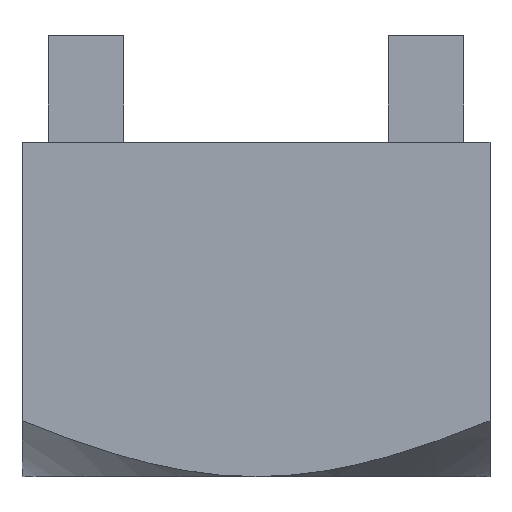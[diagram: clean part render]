
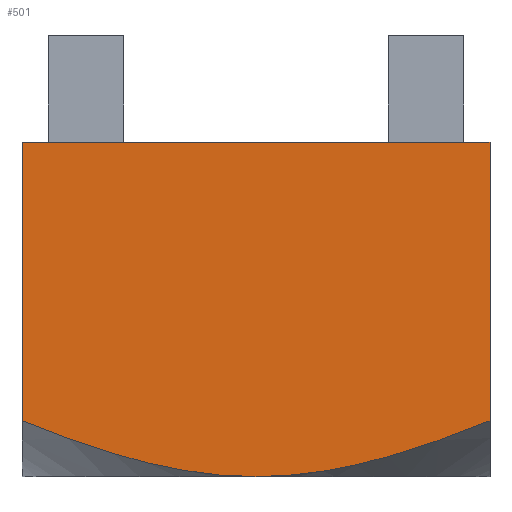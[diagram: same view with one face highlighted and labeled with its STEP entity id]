
A CAD part, front view. The second image highlights one B-rep face of the part: STEP entity #501.
In plain terms, the highlighted planar face has unit normal (0, -1, 0).
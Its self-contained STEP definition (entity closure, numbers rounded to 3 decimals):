
#164 = CARTESIAN_POINT ( 'NONE',  ( 0., -3.5, 0. ) ) ;
#170 = CARTESIAN_POINT ( 'NONE',  ( -3.5, -3.5, 5. ) ) ;
#178 = CARTESIAN_POINT ( 'NONE',  ( 3.5, -3.5, 5. ) ) ;
#179 = CARTESIAN_POINT ( 'NONE',  ( -3.5, -3.5, 0.837 ) ) ;
#181 = CARTESIAN_POINT ( 'NONE',  ( 3.5, -3.5, 0.837 ) ) ;
#285 = CARTESIAN_POINT ( 'NONE',  ( -3.5, -3.5, 0.837 ) ) ;
#286 = CARTESIAN_POINT ( 'NONE',  ( -2.941, -3.5, 0.609 ) ) ;
#287 = CARTESIAN_POINT ( 'NONE',  ( -2.37, -3.5, 0.401 ) ) ;
#288 = CARTESIAN_POINT ( 'NONE',  ( -1.497, -3.5, 0.172 ) ) ;
#289 = CARTESIAN_POINT ( 'NONE',  ( -1.203, -3.5, 0.11 ) ) ;
#290 = CARTESIAN_POINT ( 'NONE',  ( -0.607, -3.5, 0.023 ) ) ;
#295 = CARTESIAN_POINT ( 'NONE',  ( -0.301, -3.5, 0. ) ) ;
#296 = CARTESIAN_POINT ( 'NONE',  ( 0., -3.5, 0. ) ) ;
#302 = DIRECTION ( 'NONE',  ( 0., 0., -1. ) ) ;
#304 = CARTESIAN_POINT ( 'NONE',  ( 3.5, -3.5, 5. ) ) ;
#313 = LINE ( 'NONE', #304, #1190 ) ;
#314 = DIRECTION ( 'NONE',  ( 0., 0., -1. ) ) ;
#315 = CARTESIAN_POINT ( 'NONE',  ( -3.5, -3.5, 5. ) ) ;
#317 = LINE ( 'NONE', #315, #1191 ) ;
#429 = DIRECTION ( 'NONE',  ( -1., 0., 0. ) ) ;
#430 = DIRECTION ( 'NONE',  ( 0., 1., 0. ) ) ;
#432 = PLANE ( 'NONE',  #1219 ) ;
#433 = FACE_OUTER_BOUND ( 'NONE', #770, .T. ) ;
#441 = CARTESIAN_POINT ( 'NONE',  ( -3.5, -3.5, 5. ) ) ;
#485 = EDGE_CURVE ( 'NONE', #1024, #679, #586, .T. ) ;
#486 = EDGE_CURVE ( 'NONE', #666, #1020, #1124, .T. ) ;
#501 = ADVANCED_FACE ( 'NONE', ( #433 ), #432, .F. ) ;
#532 = EDGE_CURVE ( 'NONE', #1024, #672, #317, .T. ) ;
#535 = EDGE_CURVE ( 'NONE', #679, #666, #313, .T. ) ;
#539 = EDGE_CURVE ( 'NONE', #1020, #672, #1129, .T. ) ;
#579 = CARTESIAN_POINT ( 'NONE',  ( 0., -3.5, 0. ) ) ;
#580 = CARTESIAN_POINT ( 'NONE',  ( 0.608, -3.5, 0. ) ) ;
#581 = CARTESIAN_POINT ( 'NONE',  ( 1.2, -3.5, 0.094 ) ) ;
#582 = CARTESIAN_POINT ( 'NONE',  ( 3.5, -3.5, 0.837 ) ) ;
#584 = DIRECTION ( 'NONE',  ( 1., 0., 0. ) ) ;
#585 = CARTESIAN_POINT ( 'NONE',  ( -3.5, -3.5, 5. ) ) ;
#586 = LINE ( 'NONE', #585, #1241 ) ;
#587 = CARTESIAN_POINT ( 'NONE',  ( 2.941, -3.5, 0.609 ) ) ;
#589 = CARTESIAN_POINT ( 'NONE',  ( 2.366, -3.5, 0.4 ) ) ;
#666 = VERTEX_POINT ( 'NONE', #181 ) ;
#672 = VERTEX_POINT ( 'NONE', #179 ) ;
#679 = VERTEX_POINT ( 'NONE', #178 ) ;
#770 = EDGE_LOOP ( 'NONE', ( #960, #959, #956, #968, #967 ) ) ;
#956 = ORIENTED_EDGE ( 'NONE', *, *, #485, .F. ) ;
#959 = ORIENTED_EDGE ( 'NONE', *, *, #535, .F. ) ;
#960 = ORIENTED_EDGE ( 'NONE', *, *, #486, .F. ) ;
#967 = ORIENTED_EDGE ( 'NONE', *, *, #539, .F. ) ;
#968 = ORIENTED_EDGE ( 'NONE', *, *, #532, .T. ) ;
#1020 = VERTEX_POINT ( 'NONE', #164 ) ;
#1024 = VERTEX_POINT ( 'NONE', #170 ) ;
#1124 = B_SPLINE_CURVE_WITH_KNOTS ( 'NONE', 3,
 ( #582, #587, #589, #581, #580, #579 ),
 .UNSPECIFIED., .F., .F.,
 ( 4, 2, 4 ),
 ( 0.009, 0.011, 0.013 ),
 .UNSPECIFIED. ) ;
#1129 = B_SPLINE_CURVE_WITH_KNOTS ( 'NONE', 3,
 ( #296, #295, #290, #289, #288, #287, #286, #285 ),
 .UNSPECIFIED., .F., .F.,
 ( 4, 2, 2, 4 ),
 ( 0.013, 0.014, 0.015, 0.016 ),
 .UNSPECIFIED. ) ;
#1190 = VECTOR ( 'NONE', #302, 1000. ) ;
#1191 = VECTOR ( 'NONE', #314, 1000. ) ;
#1219 = AXIS2_PLACEMENT_3D ( 'NONE', #441, #430, #429 ) ;
#1241 = VECTOR ( 'NONE', #584, 1000. ) ;
